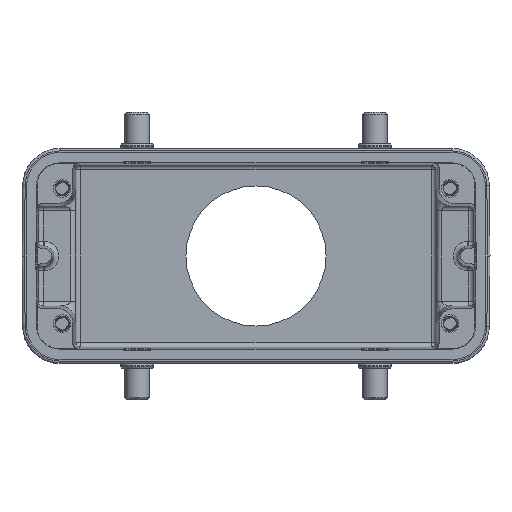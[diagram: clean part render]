
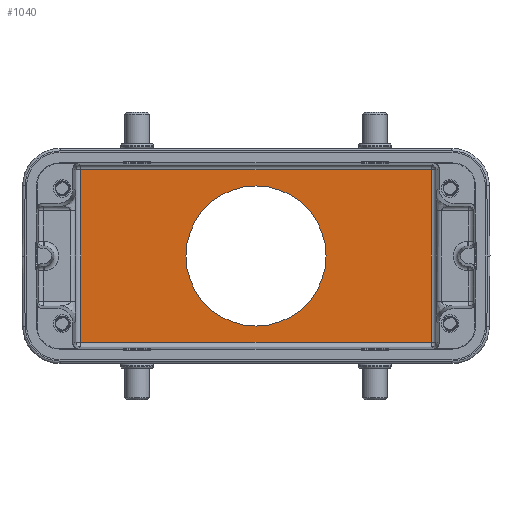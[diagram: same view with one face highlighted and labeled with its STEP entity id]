
A CAD part, front view. The second image highlights one B-rep face of the part: STEP entity #1040.
In plain terms, the highlighted planar face has unit normal (0, -1, 0).
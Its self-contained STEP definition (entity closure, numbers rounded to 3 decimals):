
#1040=ADVANCED_FACE('',(#2922,#2923),#1398,.T.);
#1398=PLANE('',#7892);
#2033=LINE('',#12606,#2737);
#2034=LINE('',#12611,#2738);
#2066=LINE('',#12876,#2770);
#2067=LINE('',#12877,#2771);
#2737=VECTOR('',#9428,1.);
#2738=VECTOR('',#9433,1.);
#2770=VECTOR('',#9559,1.);
#2771=VECTOR('',#9560,1.);
#2922=FACE_BOUND('',#3343,.T.);
#2923=FACE_BOUND('',#3344,.T.);
#3343=EDGE_LOOP('',(#4995));
#3344=EDGE_LOOP('',(#4996,#4997,#4998,#4999));
#4995=ORIENTED_EDGE('',*,*,#7056,.F.);
#4996=ORIENTED_EDGE('',*,*,#6990,.T.);
#4997=ORIENTED_EDGE('',*,*,#7057,.T.);
#4998=ORIENTED_EDGE('',*,*,#6992,.T.);
#4999=ORIENTED_EDGE('',*,*,#7058,.T.);
#6092=VERTEX_POINT('',#12600);
#6095=VERTEX_POINT('',#12605);
#6097=VERTEX_POINT('',#12610);
#6098=VERTEX_POINT('',#12612);
#6134=VERTEX_POINT('',#12875);
#6990=EDGE_CURVE('',#6092,#6095,#2033,.T.);
#6992=EDGE_CURVE('',#6098,#6097,#2034,.T.);
#7056=EDGE_CURVE('',#6134,#6134,#7412,.T.);
#7057=EDGE_CURVE('',#6095,#6098,#2066,.T.);
#7058=EDGE_CURVE('',#6097,#6092,#2067,.T.);
#7412=CIRCLE('',#7891,14.);
#7891=AXIS2_PLACEMENT_3D('',#12874,#9557,#9558);
#7892=AXIS2_PLACEMENT_3D('',#12878,#9561,#9562);
#9428=DIRECTION('',(0.,0.,1.));
#9433=DIRECTION('',(0.,0.,-1.));
#9557=DIRECTION('',(0.,-1.,0.));
#9558=DIRECTION('',(0.,0.,-1.));
#9559=DIRECTION('',(-1.,0.,0.));
#9560=DIRECTION('',(1.,0.,0.));
#9561=DIRECTION('',(0.,-1.,0.));
#9562=DIRECTION('',(0.,0.,-1.));
#12600=CARTESIAN_POINT('',(35.017,42.,-17.224));
#12605=CARTESIAN_POINT('',(35.017,42.,17.224));
#12606=CARTESIAN_POINT('',(35.017,42.,0.));
#12610=CARTESIAN_POINT('',(-35.017,42.,-17.224));
#12611=CARTESIAN_POINT('',(-35.017,42.,-18.215));
#12612=CARTESIAN_POINT('',(-35.017,42.,17.224));
#12874=CARTESIAN_POINT('',(0.,42.,0.));
#12875=CARTESIAN_POINT('',(0.,42.,-14.));
#12876=CARTESIAN_POINT('',(0.,42.,17.224));
#12877=CARTESIAN_POINT('',(0.,42.,-17.224));
#12878=CARTESIAN_POINT('',(0.,42.,0.));
